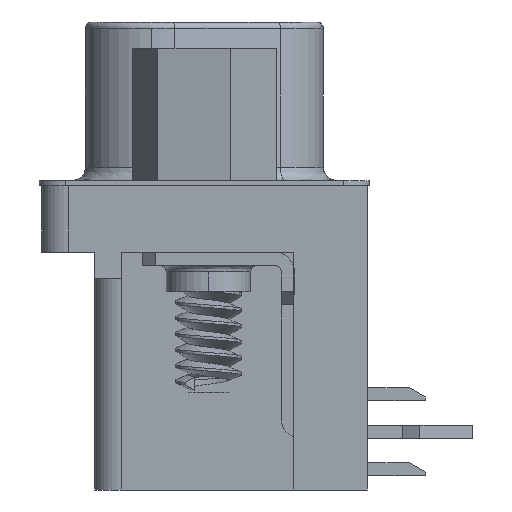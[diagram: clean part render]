
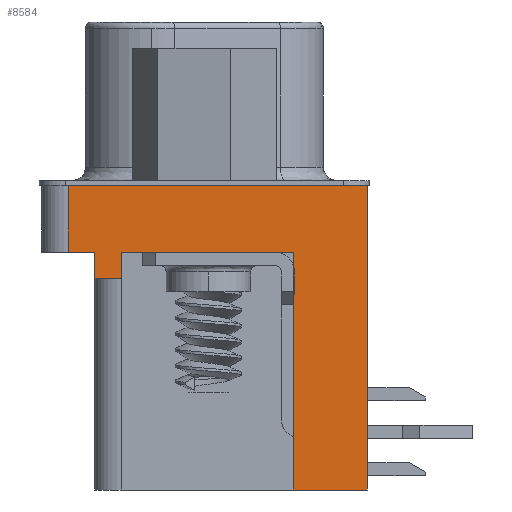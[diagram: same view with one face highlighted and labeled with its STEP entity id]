
A CAD part, left-side view. The second image highlights one B-rep face of the part: STEP entity #8584.
In plain terms, the highlighted planar face has unit normal (-1, 0, 0).
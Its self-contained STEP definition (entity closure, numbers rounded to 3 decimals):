
#487 = ORIENTED_EDGE ( 'NONE', *, *, #5823, .T. ) ;
#808 = VERTEX_POINT ( 'NONE', #9977 ) ;
#833 = ORIENTED_EDGE ( 'NONE', *, *, #1103, .T. ) ;
#1103 = EDGE_CURVE ( 'NONE', #24463, #3708, #15021, .T. ) ;
#1845 = VECTOR ( 'NONE', #2738, 1000. ) ;
#2321 = LINE ( 'NONE', #19740, #24136 ) ;
#2738 = DIRECTION ( 'NONE',  ( 0., -1., 0. ) ) ;
#3708 = VERTEX_POINT ( 'NONE', #20708 ) ;
#4018 = ORIENTED_EDGE ( 'NONE', *, *, #22694, .T. ) ;
#4821 = VERTEX_POINT ( 'NONE', #29304 ) ;
#4947 = DIRECTION ( 'NONE',  ( -1., 0., 0. ) ) ;
#5241 = DIRECTION ( 'NONE',  ( 0., 1., 0. ) ) ;
#5304 = EDGE_CURVE ( 'NONE', #24463, #4821, #10248, .T. ) ;
#5489 = DIRECTION ( 'NONE',  ( 0., 0., -1. ) ) ;
#5526 = CARTESIAN_POINT ( 'NONE',  ( -15.15, 5.15, -0.2 ) ) ;
#5823 = EDGE_CURVE ( 'NONE', #11388, #4821, #29058, .T. ) ;
#6049 = EDGE_CURVE ( 'NONE', #32996, #808, #2321, .T. ) ;
#6882 = EDGE_CURVE ( 'NONE', #21446, #20636, #12350, .T. ) ;
#8010 = ORIENTED_EDGE ( 'NONE', *, *, #18170, .F. ) ;
#8584 = ADVANCED_FACE ( 'NONE', ( #9785 ), #31119, .T. ) ;
#9774 = DIRECTION ( 'NONE',  ( 0., 1., 0. ) ) ;
#9785 = FACE_OUTER_BOUND ( 'NONE', #9917, .T. ) ;
#9917 = EDGE_LOOP ( 'NONE', ( #19340, #8010, #21608, #26098, #23846, #487, #31425, #833, #4018, #17392 ) ) ;
#9977 = CARTESIAN_POINT ( 'NONE',  ( -15.15, -6.15, -11.7 ) ) ;
#10003 = DIRECTION ( 'NONE',  ( 0., 0., -1. ) ) ;
#10248 = LINE ( 'NONE', #23418, #33793 ) ;
#11026 = DIRECTION ( 'NONE',  ( 0., 0., -1. ) ) ;
#11388 = VERTEX_POINT ( 'NONE', #14842 ) ;
#12350 = LINE ( 'NONE', #33367, #21159 ) ;
#12860 = DIRECTION ( 'NONE',  ( 0., -1., 0. ) ) ;
#12914 = CARTESIAN_POINT ( 'NONE',  ( -15.15, 4.15, -11.7 ) ) ;
#13086 = CARTESIAN_POINT ( 'NONE',  ( -15.15, 3.15, -3.7 ) ) ;
#13336 = EDGE_CURVE ( 'NONE', #20636, #19226, #26318, .T. ) ;
#14842 = CARTESIAN_POINT ( 'NONE',  ( -15.15, 4.15, -2.7 ) ) ;
#15021 = LINE ( 'NONE', #13086, #26863 ) ;
#15549 = CARTESIAN_POINT ( 'NONE',  ( -15.15, -6.15, -0.2 ) ) ;
#16267 = LINE ( 'NONE', #19551, #19077 ) ;
#16399 = VECTOR ( 'NONE', #30187, 1000. ) ;
#16601 = EDGE_CURVE ( 'NONE', #26070, #32996, #17560, .T. ) ;
#17392 = ORIENTED_EDGE ( 'NONE', *, *, #16601, .T. ) ;
#17560 = LINE ( 'NONE', #33265, #28461 ) ;
#17683 = CARTESIAN_POINT ( 'NONE',  ( -15.15, 3.15, -3.7 ) ) ;
#18170 = EDGE_CURVE ( 'NONE', #21446, #808, #22223, .T. ) ;
#18393 = DIRECTION ( 'NONE',  ( 0., 0., 1. ) ) ;
#19077 = VECTOR ( 'NONE', #22093, 1000. ) ;
#19226 = VERTEX_POINT ( 'NONE', #30791 ) ;
#19340 = ORIENTED_EDGE ( 'NONE', *, *, #6049, .T. ) ;
#19551 = CARTESIAN_POINT ( 'NONE',  ( -15.15, 5.15, -2.7 ) ) ;
#19740 = CARTESIAN_POINT ( 'NONE',  ( -15.15, 5.15, -11.7 ) ) ;
#20636 = VERTEX_POINT ( 'NONE', #5526 ) ;
#20708 = CARTESIAN_POINT ( 'NONE',  ( -15.15, 3.15, -2.7 ) ) ;
#21159 = VECTOR ( 'NONE', #9774, 1000. ) ;
#21243 = CARTESIAN_POINT ( 'NONE',  ( -15.15, 5.15, -2.7 ) ) ;
#21446 = VERTEX_POINT ( 'NONE', #15549 ) ;
#21608 = ORIENTED_EDGE ( 'NONE', *, *, #6882, .T. ) ;
#22093 = DIRECTION ( 'NONE',  ( 0., -1., 0. ) ) ;
#22185 = VECTOR ( 'NONE', #5489, 1000. ) ;
#22223 = LINE ( 'NONE', #33122, #16399 ) ;
#22614 = CARTESIAN_POINT ( 'NONE',  ( -15.15, -3.35, -2.7 ) ) ;
#22694 = EDGE_CURVE ( 'NONE', #3708, #26070, #16267, .T. ) ;
#23188 = VECTOR ( 'NONE', #11026, 1000. ) ;
#23418 = CARTESIAN_POINT ( 'NONE',  ( -15.15, 3.15, -3.7 ) ) ;
#23846 = ORIENTED_EDGE ( 'NONE', *, *, #23981, .T. ) ;
#23981 = EDGE_CURVE ( 'NONE', #19226, #11388, #29041, .T. ) ;
#24136 = VECTOR ( 'NONE', #30439, 1000. ) ;
#24463 = VERTEX_POINT ( 'NONE', #17683 ) ;
#26070 = VERTEX_POINT ( 'NONE', #22614 ) ;
#26098 = ORIENTED_EDGE ( 'NONE', *, *, #13336, .T. ) ;
#26318 = LINE ( 'NONE', #32028, #23188 ) ;
#26863 = VECTOR ( 'NONE', #18393, 1000. ) ;
#28461 = VECTOR ( 'NONE', #10003, 1000. ) ;
#28508 = CARTESIAN_POINT ( 'NONE',  ( -15.15, 5.15, -2.7 ) ) ;
#29041 = LINE ( 'NONE', #21243, #1845 ) ;
#29058 = LINE ( 'NONE', #12914, #22185 ) ;
#29175 = AXIS2_PLACEMENT_3D ( 'NONE', #28508, #4947, #12860 ) ;
#29304 = CARTESIAN_POINT ( 'NONE',  ( -15.15, 4.15, -3.7 ) ) ;
#30187 = DIRECTION ( 'NONE',  ( 0., 0., -1. ) ) ;
#30439 = DIRECTION ( 'NONE',  ( 0., -1., 0. ) ) ;
#30791 = CARTESIAN_POINT ( 'NONE',  ( -15.15, 5.15, -2.7 ) ) ;
#31119 = PLANE ( 'NONE',  #29175 ) ;
#31425 = ORIENTED_EDGE ( 'NONE', *, *, #5304, .F. ) ;
#31611 = CARTESIAN_POINT ( 'NONE',  ( -15.15, -3.35, -11.7 ) ) ;
#32028 = CARTESIAN_POINT ( 'NONE',  ( -15.15, 5.15, -2.7 ) ) ;
#32996 = VERTEX_POINT ( 'NONE', #31611 ) ;
#33122 = CARTESIAN_POINT ( 'NONE',  ( -15.15, -6.15, -2.7 ) ) ;
#33265 = CARTESIAN_POINT ( 'NONE',  ( -15.15, -3.35, -2.7 ) ) ;
#33367 = CARTESIAN_POINT ( 'NONE',  ( -15.15, 5.15, -0.2 ) ) ;
#33793 = VECTOR ( 'NONE', #5241, 1000. ) ;
